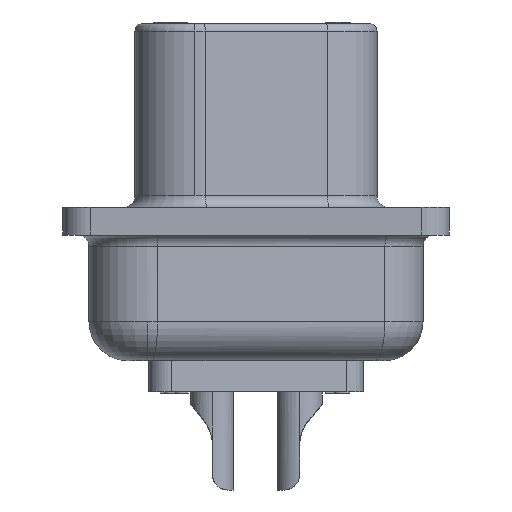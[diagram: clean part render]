
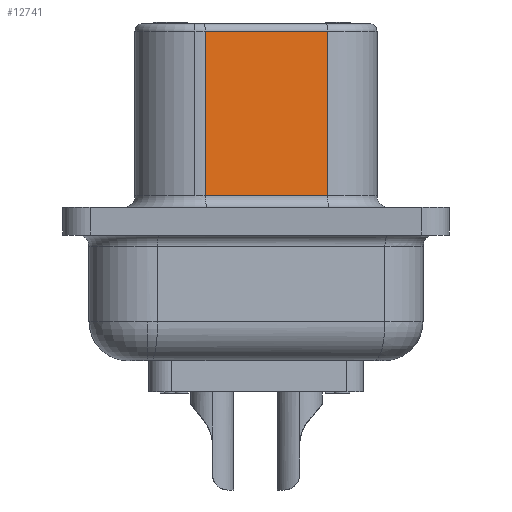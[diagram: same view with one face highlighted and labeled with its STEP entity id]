
A CAD part, left-side view. The second image highlights one B-rep face of the part: STEP entity #12741.
In plain terms, the highlighted planar face has unit normal (-0.985, -0.174, 0).
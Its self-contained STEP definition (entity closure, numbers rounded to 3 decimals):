
#139 = EDGE_CURVE ( 'NONE', #29781, #12968, #9769, .T. ) ;
#1571 = CARTESIAN_POINT ( 'NONE',  ( 8.008, 3.965, 6. ) ) ;
#3023 = VERTEX_POINT ( 'NONE', #6533 ) ;
#3346 = VECTOR ( 'NONE', #21970, 1000. ) ;
#3944 = ORIENTED_EDGE ( 'NONE', *, *, #11702, .T. ) ;
#4002 = PLANE ( 'NONE',  #19239 ) ;
#4145 = LINE ( 'NONE', #27849, #28301 ) ;
#4963 = CARTESIAN_POINT ( 'NONE',  ( 8.008, 3.965, 6. ) ) ;
#5277 = EDGE_LOOP ( 'NONE', ( #19350, #23855, #11029, #3944 ) ) ;
#6434 = DIRECTION ( 'NONE',  ( 0.985, 0.174, 0. ) ) ;
#6533 = CARTESIAN_POINT ( 'NONE',  ( 7.305, 7.954, 0.381 ) ) ;
#6671 = LINE ( 'NONE', #13567, #25187 ) ;
#7605 = LINE ( 'NONE', #10960, #19688 ) ;
#9769 = LINE ( 'NONE', #4963, #3346 ) ;
#10960 = CARTESIAN_POINT ( 'NONE',  ( 8.008, 3.965, 0.381 ) ) ;
#10998 = DIRECTION ( 'NONE',  ( -0.174, 0.985, 0. ) ) ;
#11029 = ORIENTED_EDGE ( 'NONE', *, *, #139, .F. ) ;
#11702 = EDGE_CURVE ( 'NONE', #29781, #27865, #4145, .T. ) ;
#12741 = ADVANCED_FACE ( 'NONE', ( #30460 ), #4002, .F. ) ;
#12968 = VERTEX_POINT ( 'NONE', #26564 ) ;
#13567 = CARTESIAN_POINT ( 'NONE',  ( 7.305, 7.954, 6. ) ) ;
#16033 = CARTESIAN_POINT ( 'NONE',  ( 7.305, 7.954, 5.746 ) ) ;
#19239 = AXIS2_PLACEMENT_3D ( 'NONE', #1571, #6434, #23305 ) ;
#19350 = ORIENTED_EDGE ( 'NONE', *, *, #28914, .T. ) ;
#19688 = VECTOR ( 'NONE', #30035, 1000. ) ;
#21970 = DIRECTION ( 'NONE',  ( 0., 0., -1. ) ) ;
#23305 = DIRECTION ( 'NONE',  ( -0.174, 0.985, 0. ) ) ;
#23855 = ORIENTED_EDGE ( 'NONE', *, *, #24420, .T. ) ;
#24420 = EDGE_CURVE ( 'NONE', #3023, #12968, #7605, .T. ) ;
#25187 = VECTOR ( 'NONE', #30411, 1000. ) ;
#26564 = CARTESIAN_POINT ( 'NONE',  ( 8.008, 3.965, 0.381 ) ) ;
#27849 = CARTESIAN_POINT ( 'NONE',  ( 8.008, 3.965, 5.746 ) ) ;
#27865 = VERTEX_POINT ( 'NONE', #16033 ) ;
#28301 = VECTOR ( 'NONE', #10998, 1000. ) ;
#28914 = EDGE_CURVE ( 'NONE', #27865, #3023, #6671, .T. ) ;
#29701 = CARTESIAN_POINT ( 'NONE',  ( 8.008, 3.965, 5.746 ) ) ;
#29781 = VERTEX_POINT ( 'NONE', #29701 ) ;
#30035 = DIRECTION ( 'NONE',  ( 0.174, -0.985, 0. ) ) ;
#30411 = DIRECTION ( 'NONE',  ( 0., 0., -1. ) ) ;
#30460 = FACE_OUTER_BOUND ( 'NONE', #5277, .T. ) ;
